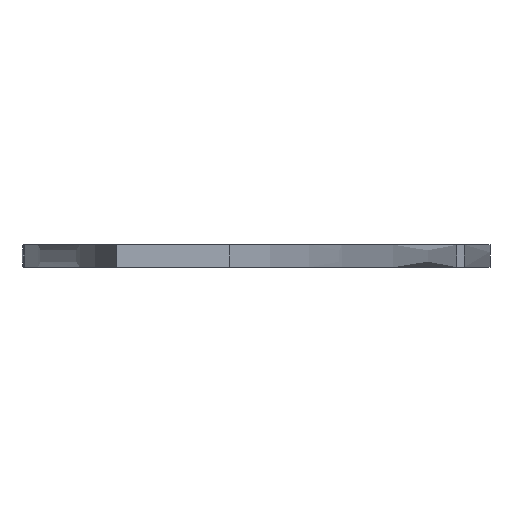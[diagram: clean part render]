
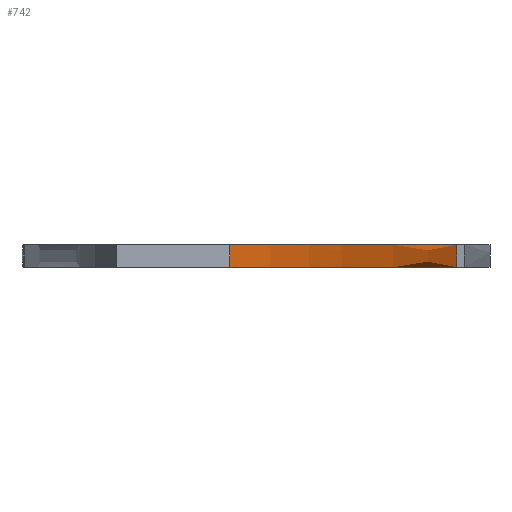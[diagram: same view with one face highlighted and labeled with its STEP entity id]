
A CAD part, left-side view. The second image highlights one B-rep face of the part: STEP entity #742.
In plain terms, the highlighted face is a extrusion surface.
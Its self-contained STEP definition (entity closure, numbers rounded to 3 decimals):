
#652=CARTESIAN_POINT('Vertex',(99.069,-48.783,3.)) ;
#655=CARTESIAN_POINT('Line Origine',(99.069,-48.783,1.5)) ;
#659=CARTESIAN_POINT('Vertex',(99.069,-48.783,0.)) ;
#675=CARTESIAN_POINT('Control Point',(7.472,-18.676,0.)) ;
#676=CARTESIAN_POINT('Control Point',(8.514,-19.616,0.)) ;
#677=CARTESIAN_POINT('Control Point',(9.6,-20.502,0.)) ;
#678=CARTESIAN_POINT('Control Point',(10.718,-21.345,0.)) ;
#679=CARTESIAN_POINT('Control Point',(15.678,-24.839,0.)) ;
#680=CARTESIAN_POINT('Control Point',(21.038,-27.729,0.)) ;
#681=CARTESIAN_POINT('Control Point',(25.149,-29.704,0.)) ;
#682=CARTESIAN_POINT('Control Point',(37.514,-35.001,0.)) ;
#683=CARTESIAN_POINT('Control Point',(50.363,-39.048,0.)) ;
#684=CARTESIAN_POINT('Control Point',(58.765,-41.316,0.)) ;
#685=CARTESIAN_POINT('Control Point',(71.904,-44.339,0.)) ;
#686=CARTESIAN_POINT('Control Point',(85.171,-46.717,0.)) ;
#687=CARTESIAN_POINT('Control Point',(89.796,-47.472,0.)) ;
#688=CARTESIAN_POINT('Control Point',(94.429,-48.159,0.)) ;
#689=CARTESIAN_POINT('Control Point',(99.069,-48.783,0.)) ;
#694=CARTESIAN_POINT('Control Point',(7.472,-18.676,3.)) ;
#695=CARTESIAN_POINT('Control Point',(8.514,-19.616,3.)) ;
#696=CARTESIAN_POINT('Control Point',(9.6,-20.502,3.)) ;
#697=CARTESIAN_POINT('Control Point',(10.718,-21.345,3.)) ;
#698=CARTESIAN_POINT('Control Point',(15.678,-24.839,3.)) ;
#699=CARTESIAN_POINT('Control Point',(21.038,-27.729,3.)) ;
#700=CARTESIAN_POINT('Control Point',(25.149,-29.704,3.)) ;
#701=CARTESIAN_POINT('Control Point',(37.514,-35.001,3.)) ;
#702=CARTESIAN_POINT('Control Point',(50.363,-39.048,3.)) ;
#703=CARTESIAN_POINT('Control Point',(58.765,-41.316,3.)) ;
#704=CARTESIAN_POINT('Control Point',(71.904,-44.339,3.)) ;
#705=CARTESIAN_POINT('Control Point',(85.171,-46.717,3.)) ;
#706=CARTESIAN_POINT('Control Point',(89.796,-47.472,3.)) ;
#707=CARTESIAN_POINT('Control Point',(94.429,-48.159,3.)) ;
#708=CARTESIAN_POINT('Control Point',(99.069,-48.783,3.)) ;
#709=CARTESIAN_POINT('Vertex',(7.472,-18.676,3.)) ;
#712=CARTESIAN_POINT('Line Origine',(7.472,-18.676,1.5)) ;
#716=CARTESIAN_POINT('Vertex',(7.472,-18.676,0.)) ;
#720=CARTESIAN_POINT('Control Point',(7.472,-18.676,0.)) ;
#721=CARTESIAN_POINT('Control Point',(8.514,-19.616,0.)) ;
#722=CARTESIAN_POINT('Control Point',(9.6,-20.502,0.)) ;
#723=CARTESIAN_POINT('Control Point',(10.718,-21.345,0.)) ;
#724=CARTESIAN_POINT('Control Point',(15.678,-24.839,0.)) ;
#725=CARTESIAN_POINT('Control Point',(21.038,-27.729,0.)) ;
#726=CARTESIAN_POINT('Control Point',(25.149,-29.704,0.)) ;
#727=CARTESIAN_POINT('Control Point',(37.514,-35.001,0.)) ;
#728=CARTESIAN_POINT('Control Point',(50.363,-39.048,0.)) ;
#729=CARTESIAN_POINT('Control Point',(58.765,-41.316,0.)) ;
#730=CARTESIAN_POINT('Control Point',(71.904,-44.339,0.)) ;
#731=CARTESIAN_POINT('Control Point',(85.171,-46.717,0.)) ;
#732=CARTESIAN_POINT('Control Point',(89.796,-47.472,0.)) ;
#733=CARTESIAN_POINT('Control Point',(94.429,-48.159,0.)) ;
#734=CARTESIAN_POINT('Control Point',(99.069,-48.783,0.)) ;
#657=VECTOR('Line Direction',#656,1.) ;
#691=VECTOR('Extrusion Surface Vector',#690,1.) ;
#714=VECTOR('Line Direction',#713,1.) ;
#656=DIRECTION('Vector Direction',(0.,0.,1.)) ;
#690=DIRECTION('Vector Direction',(0.,0.,1.)) ;
#713=DIRECTION('Vector Direction',(0.,0.,1.)) ;
#658=LINE('Line',#655,#657) ;
#715=LINE('Line',#712,#714) ;
#661=EDGE_CURVE('',#660,#653,#658,.T.) ;
#711=EDGE_CURVE('',#653,#710,#693,.F.) ;
#718=EDGE_CURVE('',#717,#710,#715,.T.) ;
#735=EDGE_CURVE('',#660,#717,#719,.F.) ;
#737=ORIENTED_EDGE('',*,*,#711,.T.) ;
#738=ORIENTED_EDGE('',*,*,#718,.F.) ;
#739=ORIENTED_EDGE('',*,*,#735,.F.) ;
#740=ORIENTED_EDGE('',*,*,#661,.T.) ;
#736=EDGE_LOOP('',(#737,#738,#739,#740)) ;
#653=VERTEX_POINT('',#652) ;
#660=VERTEX_POINT('',#659) ;
#710=VERTEX_POINT('',#709) ;
#717=VERTEX_POINT('',#716) ;
#742=ADVANCED_FACE('PartBody',(#741),#692,.T.) ;
#674=B_SPLINE_CURVE_WITH_KNOTS('',5,(#675,#676,#677,#678,#679,#680,#681,#682,#683,#684,#685,#686,#687,#688,#689),.UNSPECIFIED.,.F.,.U.,(6,3,3,3,6),(0.,7.038,30.279,74.157,97.56),.UNSPECIFIED.) ;
#693=B_SPLINE_CURVE_WITH_KNOTS('',5,(#694,#695,#696,#697,#698,#699,#700,#701,#702,#703,#704,#705,#706,#707,#708),.UNSPECIFIED.,.F.,.U.,(6,3,3,3,6),(500000.,500007.048,500030.324,500074.265,500097.703),.UNSPECIFIED.) ;
#719=B_SPLINE_CURVE_WITH_KNOTS('',5,(#720,#721,#722,#723,#724,#725,#726,#727,#728,#729,#730,#731,#732,#733,#734),.UNSPECIFIED.,.F.,.U.,(6,3,3,3,6),(500000.,500007.048,500030.324,500074.265,500097.703),.UNSPECIFIED.) ;
#741=FACE_OUTER_BOUND('',#736,.T.) ;
#692=SURFACE_OF_LINEAR_EXTRUSION('generated tabulated cylinder',#674,#691) ;
